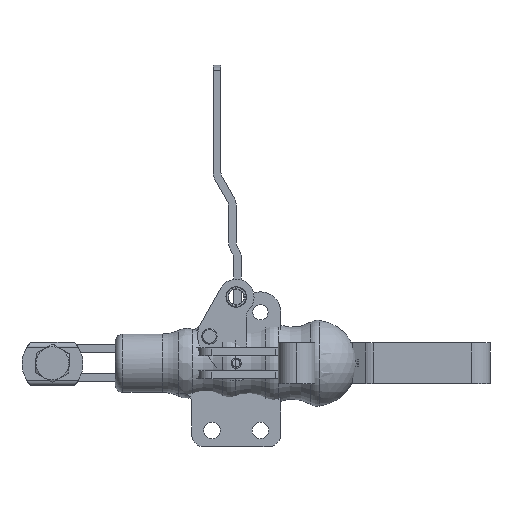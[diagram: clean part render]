
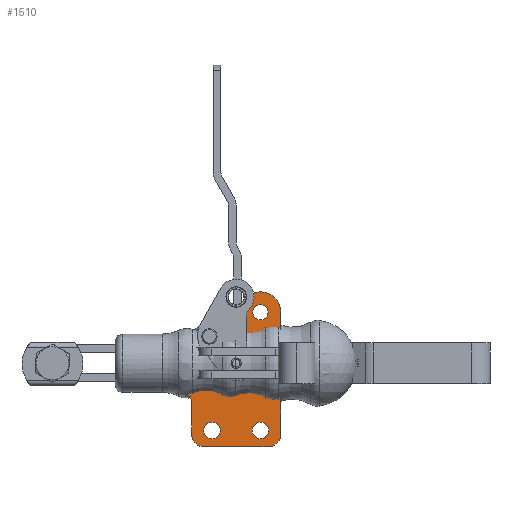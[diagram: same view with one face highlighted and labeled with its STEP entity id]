
A CAD part, front view. The second image highlights one B-rep face of the part: STEP entity #1510.
In plain terms, the highlighted planar face has unit normal (0, -1, 0).
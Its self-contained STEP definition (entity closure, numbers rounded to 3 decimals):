
#1510 = ADVANCED_FACE( '', ( #3386, #3387, #3388, #3389, #3390, #3391 ), #3392, .T. );
#3386 = FACE_BOUND( '', #5492, .T. );
#3387 = FACE_BOUND( '', #5493, .T. );
#3388 = FACE_OUTER_BOUND( '', #5494, .T. );
#3389 = FACE_BOUND( '', #5495, .T. );
#3390 = FACE_BOUND( '', #5496, .T. );
#3391 = FACE_BOUND( '', #5497, .T. );
#3392 = PLANE( '', #5498 );
#5492 = EDGE_LOOP( '', ( #9070 ) );
#5493 = EDGE_LOOP( '', ( #9071 ) );
#5494 = EDGE_LOOP( '', ( #9072, #9073, #9074, #9075, #9076, #9077, #9078, #9079, #9080, #9081, #9082, #9083, #9084 ) );
#5495 = EDGE_LOOP( '', ( #9085 ) );
#5496 = EDGE_LOOP( '', ( #9086 ) );
#5497 = EDGE_LOOP( '', ( #9087 ) );
#5498 = AXIS2_PLACEMENT_3D( '', #9088, #9089, #9090 );
#9070 = ORIENTED_EDGE( '', *, *, #10612, .T. );
#9071 = ORIENTED_EDGE( '', *, *, #10437, .T. );
#9072 = ORIENTED_EDGE( '', *, *, #10072, .T. );
#9073 = ORIENTED_EDGE( '', *, *, #10259, .T. );
#9074 = ORIENTED_EDGE( '', *, *, #10873, .T. );
#9075 = ORIENTED_EDGE( '', *, *, #11292, .T. );
#9076 = ORIENTED_EDGE( '', *, *, #11293, .T. );
#9077 = ORIENTED_EDGE( '', *, *, #10783, .T. );
#9078 = ORIENTED_EDGE( '', *, *, #11042, .T. );
#9079 = ORIENTED_EDGE( '', *, *, #10531, .T. );
#9080 = ORIENTED_EDGE( '', *, *, #10195, .T. );
#9081 = ORIENTED_EDGE( '', *, *, #10411, .T. );
#9082 = ORIENTED_EDGE( '', *, *, #11168, .T. );
#9083 = ORIENTED_EDGE( '', *, *, #11054, .T. );
#9084 = ORIENTED_EDGE( '', *, *, #11294, .T. );
#9085 = ORIENTED_EDGE( '', *, *, #10597, .T. );
#9086 = ORIENTED_EDGE( '', *, *, #10534, .T. );
#9087 = ORIENTED_EDGE( '', *, *, #11295, .T. );
#9088 = CARTESIAN_POINT( '', ( 9.5, -6., 20. ) );
#9089 = DIRECTION( '', ( 0., -1., 0. ) );
#9090 = DIRECTION( '', ( 0., 0., -1. ) );
#10072 = EDGE_CURVE( '', #11583, #11581, #11584, .T. );
#10195 = EDGE_CURVE( '', #11800, #11798, #11801, .T. );
#10259 = EDGE_CURVE( '', #11581, #11905, #11907, .T. );
#10411 = EDGE_CURVE( '', #11798, #12162, #12164, .T. );
#10437 = EDGE_CURVE( '', #12206, #12206, #12207, .T. );
#10531 = EDGE_CURVE( '', #12361, #11800, #12362, .T. );
#10534 = EDGE_CURVE( '', #12365, #12365, #12366, .T. );
#10597 = EDGE_CURVE( '', #12465, #12465, #12466, .T. );
#10612 = EDGE_CURVE( '', #12487, #12487, #12488, .T. );
#10783 = EDGE_CURVE( '', #12752, #12750, #12753, .T. );
#10873 = EDGE_CURVE( '', #11905, #12890, #12891, .F. );
#11042 = EDGE_CURVE( '', #12750, #12361, #13134, .T. );
#11054 = EDGE_CURVE( '', #13151, #13152, #13153, .T. );
#11168 = EDGE_CURVE( '', #12162, #13151, #13313, .F. );
#11292 = EDGE_CURVE( '', #12890, #13460, #13461, .T. );
#11293 = EDGE_CURVE( '', #13460, #12752, #13462, .T. );
#11294 = EDGE_CURVE( '', #13152, #11583, #13463, .F. );
#11295 = EDGE_CURVE( '', #13464, #13464, #13465, .T. );
#11581 = VERTEX_POINT( '', #13792 );
#11583 = VERTEX_POINT( '', #13794 );
#11584 = LINE( '', #13795, #13796 );
#11798 = VERTEX_POINT( '', #14156 );
#11800 = VERTEX_POINT( '', #14159 );
#11801 = CIRCLE( '', #14160, 8. );
#11905 = VERTEX_POINT( '', #14279 );
#11907 = LINE( '', #14284, #14285 );
#12162 = VERTEX_POINT( '', #14665 );
#12164 = LINE( '', #14668, #14669 );
#12206 = VERTEX_POINT( '', #14715 );
#12207 = CIRCLE( '', #14716, 3.25 );
#12361 = VERTEX_POINT( '', #14901 );
#12362 = LINE( '', #14902, #14903 );
#12365 = VERTEX_POINT( '', #14907 );
#12366 = CIRCLE( '', #14908, 3.25 );
#12465 = VERTEX_POINT( '', #15036 );
#12466 = CIRCLE( '', #15037, 3. );
#12487 = VERTEX_POINT( '', #15088 );
#12488 = CIRCLE( '', #15089, 4.05 );
#12750 = VERTEX_POINT( '', #15491 );
#12752 = VERTEX_POINT( '', #15494 );
#12753 = LINE( '', #15495, #15496 );
#12890 = VERTEX_POINT( '', #15683 );
#12891 = CIRCLE( '', #15684, 3. );
#13134 = CIRCLE( '', #16049, 5. );
#13151 = VERTEX_POINT( '', #16077 );
#13152 = VERTEX_POINT( '', #16078 );
#13153 = LINE( '', #16079, #16080 );
#13313 = CIRCLE( '', #16283, 8. );
#13460 = VERTEX_POINT( '', #16473 );
#13461 = LINE( '', #16474, #16475 );
#13462 = CIRCLE( '', #16476, 5. );
#13463 = CIRCLE( '', #16477, 5. );
#13464 = VERTEX_POINT( '', #16478 );
#13465 = CIRCLE( '', #16479, 2.5 );
#13792 = CARTESIAN_POINT( '', ( -20., -6., 9. ) );
#13794 = CARTESIAN_POINT( '', ( -18.658, -6., 9. ) );
#13795 = CARTESIAN_POINT( '', ( -23.5, -6., 9. ) );
#13796 = VECTOR( '', #16870, 1000. );
#14156 = CARTESIAN_POINT( '', ( 2.572, -6., 24. ) );
#14159 = CARTESIAN_POINT( '', ( 17.5, -6., 20. ) );
#14160 = AXIS2_PLACEMENT_3D( '', #17061, #17062, #17063 );
#14279 = CARTESIAN_POINT( '', ( -20., -6., -12.042 ) );
#14284 = CARTESIAN_POINT( '', ( -20., -6., -12. ) );
#14285 = VECTOR( '', #17163, 1000. );
#14665 = CARTESIAN_POINT( '', ( -2.252, -6., 15.646 ) );
#14668 = CARTESIAN_POINT( '', ( 2.572, -6., 24. ) );
#14669 = VECTOR( '', #17398, 1000. );
#14715 = CARTESIAN_POINT( '', ( -6.25, -6., -26.34 ) );
#14716 = AXIS2_PLACEMENT_3D( '', #17448, #17449, #17450 );
#14901 = CARTESIAN_POINT( '', ( 17.5, -6., -27.84 ) );
#14902 = CARTESIAN_POINT( '', ( 17.5, -6., -32. ) );
#14903 = VECTOR( '', #17599, 1000. );
#14907 = CARTESIAN_POINT( '', ( 12.75, -6., -26.34 ) );
#14908 = AXIS2_PLACEMENT_3D( '', #17601, #17602, #17603 );
#15036 = CARTESIAN_POINT( '', ( 12.5, -6., 20. ) );
#15037 = AXIS2_PLACEMENT_3D( '', #17695, #17696, #17697 );
#15088 = CARTESIAN_POINT( '', ( -5.45, -6., 1. ) );
#15089 = AXIS2_PLACEMENT_3D( '', #17715, #17716, #17717 );
#15491 = CARTESIAN_POINT( '', ( 12.5, -6., -32.84 ) );
#15494 = CARTESIAN_POINT( '', ( -12.5, -6., -32.84 ) );
#15495 = CARTESIAN_POINT( '', ( -17.5, -6., -32.84 ) );
#15496 = VECTOR( '', #17940, 1000. );
#15683 = CARTESIAN_POINT( '', ( -17.5, -6., -15. ) );
#15684 = AXIS2_PLACEMENT_3D( '', #18072, #18073, #18074 );
#16049 = AXIS2_PLACEMENT_3D( '', #18280, #18281, #18282 );
#16077 = CARTESIAN_POINT( '', ( -7.109, -6., 11.918 ) );
#16078 = CARTESIAN_POINT( '', ( -17.364, -6., 9.17 ) );
#16079 = CARTESIAN_POINT( '', ( -18., -6., 9. ) );
#16080 = VECTOR( '', #18294, 1000. );
#16283 = AXIS2_PLACEMENT_3D( '', #18434, #18435, #18436 );
#16473 = CARTESIAN_POINT( '', ( -17.5, -6., -27.84 ) );
#16474 = CARTESIAN_POINT( '', ( -17.5, -6., -32. ) );
#16475 = VECTOR( '', #18557, 1000. );
#16476 = AXIS2_PLACEMENT_3D( '', #18558, #18559, #18560 );
#16477 = AXIS2_PLACEMENT_3D( '', #18561, #18562, #18563 );
#16478 = CARTESIAN_POINT( '', ( 13., -6., -1. ) );
#16479 = AXIS2_PLACEMENT_3D( '', #18564, #18565, #18566 );
#16870 = DIRECTION( '', ( -1., 0., 0. ) );
#17061 = CARTESIAN_POINT( '', ( 9.5, -6., 20. ) );
#17062 = DIRECTION( '', ( 0., -1., 0. ) );
#17063 = DIRECTION( '', ( -1., 0., 0. ) );
#17163 = DIRECTION( '', ( 0., 0., -1. ) );
#17398 = DIRECTION( '', ( -0.5, 0., -0.866 ) );
#17448 = CARTESIAN_POINT( '', ( -9.5, -6., -26.34 ) );
#17449 = DIRECTION( '', ( 0., 1., 0. ) );
#17450 = DIRECTION( '', ( 1., 0., 0. ) );
#17599 = DIRECTION( '', ( 0., 0., 1. ) );
#17601 = CARTESIAN_POINT( '', ( 9.5, -6., -26.34 ) );
#17602 = DIRECTION( '', ( 0., 1., 0. ) );
#17603 = DIRECTION( '', ( 1., 0., 0. ) );
#17695 = CARTESIAN_POINT( '', ( 9.5, -6., 20. ) );
#17696 = DIRECTION( '', ( 0., 1., 0. ) );
#17697 = DIRECTION( '', ( 1., 0., 0. ) );
#17715 = CARTESIAN_POINT( '', ( -9.5, -6., 1. ) );
#17716 = DIRECTION( '', ( 0., 1., 0. ) );
#17717 = DIRECTION( '', ( 1., 0., 0. ) );
#17940 = DIRECTION( '', ( 1., 0., 0. ) );
#18072 = CARTESIAN_POINT( '', ( -20.5, -6., -15. ) );
#18073 = DIRECTION( '', ( 0., -1., 0. ) );
#18074 = DIRECTION( '', ( 0., 0., -1. ) );
#18280 = CARTESIAN_POINT( '', ( 12.5, -6., -27.84 ) );
#18281 = DIRECTION( '', ( 0., -1., 0. ) );
#18282 = DIRECTION( '', ( 0., 0., -1. ) );
#18294 = DIRECTION( '', ( -0.966, 0., -0.259 ) );
#18434 = CARTESIAN_POINT( '', ( -9.18, -6., 19.646 ) );
#18435 = DIRECTION( '', ( 0., -1., 0. ) );
#18436 = DIRECTION( '', ( 0., 0., -1. ) );
#18557 = DIRECTION( '', ( 0., 0., -1. ) );
#18558 = CARTESIAN_POINT( '', ( -12.5, -6., -27.84 ) );
#18559 = DIRECTION( '', ( 0., -1., 0. ) );
#18560 = DIRECTION( '', ( 0., 0., -1. ) );
#18561 = CARTESIAN_POINT( '', ( -18.658, -6., 14. ) );
#18562 = DIRECTION( '', ( 0., -1., 0. ) );
#18563 = DIRECTION( '', ( 0., 0., -1. ) );
#18564 = CARTESIAN_POINT( '', ( 10.5, -6., -1. ) );
#18565 = DIRECTION( '', ( 0., 1., 0. ) );
#18566 = DIRECTION( '', ( 1., 0., 0. ) );
